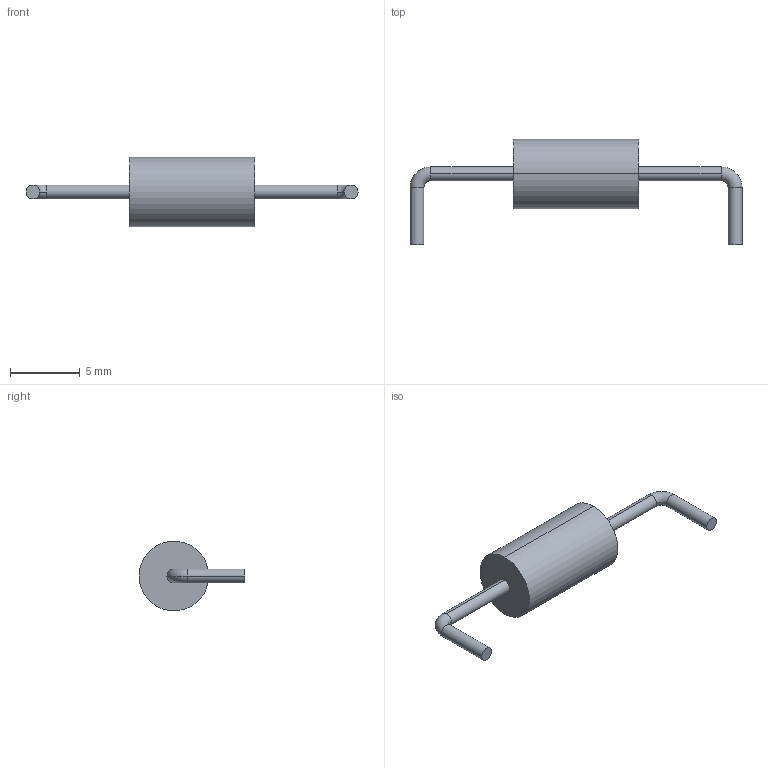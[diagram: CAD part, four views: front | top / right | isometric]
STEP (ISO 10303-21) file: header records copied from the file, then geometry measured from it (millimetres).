
FILE_DESCRIPTION (( 'STEP AP214' ), '1' );
FILE_NAME ('DO-201 BiDirection 900mil.STEP', '2019-08-10T04:36:52', ( '' ), ( '' ), 'SwSTEP 2.0', 'SolidWorks 2018', '' );
FILE_SCHEMA (( 'AUTOMOTIVE_DESIGN' ));
Length unit declared in the file: millimetre
Products named in the file (1): DO-201 BiDirection 900mil
Bounding box: 23.86 x 7.6 x 5 mm (x, y, z)
Volume: 194.9 mm3; surface area: 253.5 mm2
Topology: 1 solids, 1 shells, 18 faces, 38 edges, 24 vertices
Faces by surface type: cylinder 10, torus 4, plane 4
Entity records: 730 total; most frequent: DIRECTION 104, CARTESIAN_POINT 81, ORIENTED_EDGE 76, AXIS2_PLACEMENT_3D 47, EDGE_CURVE 38, CIRCLE 28, VERTEX_POINT 24, UNCERTAINTY_MEASURE_WITH_UNIT 21
